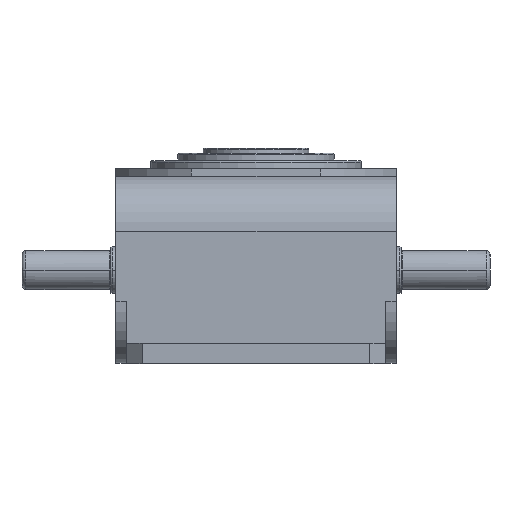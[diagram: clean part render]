
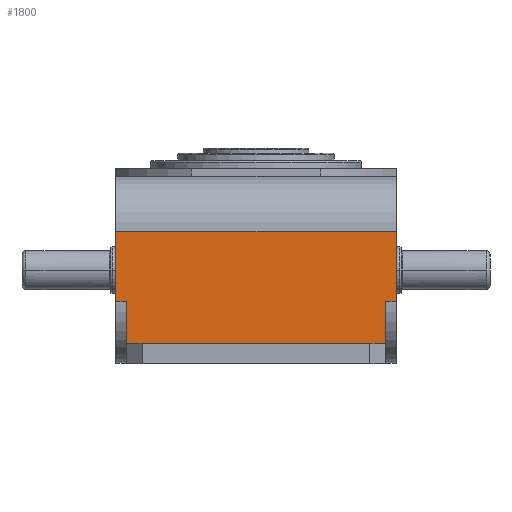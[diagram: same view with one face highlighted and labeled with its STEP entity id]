
A CAD part, front view. The second image highlights one B-rep face of the part: STEP entity #1800.
In plain terms, the highlighted planar face has unit normal (0, -1, 0).
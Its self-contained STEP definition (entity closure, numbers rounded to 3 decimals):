
#1800 = ADVANCED_FACE ( 'NONE', ( #5222 ), #19839, .F. ) ;
#2039 = VERTEX_POINT ( 'NONE', #18780 ) ;
#2121 = VERTEX_POINT ( 'NONE', #18927 ) ;
#2217 = VERTEX_POINT ( 'NONE', #19023 ) ;
#2226 = VERTEX_POINT ( 'NONE', #19032 ) ;
#2271 = VERTEX_POINT ( 'NONE', #19077 ) ;
#2278 = VERTEX_POINT ( 'NONE', #19084 ) ;
#2305 = VERTEX_POINT ( 'NONE', #19111 ) ;
#2323 = VERTEX_POINT ( 'NONE', #19129 ) ;
#5222 = FACE_OUTER_BOUND ( 'NONE', #7414, .T. ) ;
#6435 = ORIENTED_EDGE ( 'NONE', *, *, #20048, .T. ) ;
#6499 = ORIENTED_EDGE ( 'NONE', *, *, #20050, .F. ) ;
#6518 = ORIENTED_EDGE ( 'NONE', *, *, #20046, .T. ) ;
#6519 = ORIENTED_EDGE ( 'NONE', *, *, #20051, .F. ) ;
#6522 = ORIENTED_EDGE ( 'NONE', *, *, #20049, .F. ) ;
#6523 = ORIENTED_EDGE ( 'NONE', *, *, #20040, .T. ) ;
#6555 = ORIENTED_EDGE ( 'NONE', *, *, #16182, .F. ) ;
#6558 = ORIENTED_EDGE ( 'NONE', *, *, #16007, .T. ) ;
#7414 = EDGE_LOOP ( 'NONE', ( #6522, #6435, #6519, #6499, #6518, #6523, #6558, #6555 ) ) ;
#10740 = DIRECTION ( 'NONE',  ( -1., 0., 0. ) ) ;
#10746 = CARTESIAN_POINT ( 'NONE',  ( -90., -151., 85. ) ) ;
#15061 = LINE ( 'NONE', #10746, #15066 ) ;
#15066 = VECTOR ( 'NONE', #10740, 1000. ) ;
#15208 = LINE ( 'NONE', #22052, #15210 ) ;
#15210 = VECTOR ( 'NONE', #22053, 1000. ) ;
#15514 = LINE ( 'NONE', #22765, #15516 ) ;
#15516 = VECTOR ( 'NONE', #22766, 1000. ) ;
#15520 = LINE ( 'NONE', #22784, #15533 ) ;
#15522 = LINE ( 'NONE', #22788, #15525 ) ;
#15525 = VECTOR ( 'NONE', #22789, 1000. ) ;
#15526 = LINE ( 'NONE', #22792, #15529 ) ;
#15528 = LINE ( 'NONE', #22794, #15531 ) ;
#15529 = VECTOR ( 'NONE', #22793, 1000. ) ;
#15531 = VECTOR ( 'NONE', #22796, 1000. ) ;
#15532 = LINE ( 'NONE', #22798, #15535 ) ;
#15533 = VECTOR ( 'NONE', #22797, 1000. ) ;
#15535 = VECTOR ( 'NONE', #22799, 1000. ) ;
#16007 = EDGE_CURVE ( 'NONE', #2217, #2226, #15061, .T. ) ;
#16182 = EDGE_CURVE ( 'NONE', #2323, #2226, #15208, .T. ) ;
#16479 = AXIS2_PLACEMENT_3D ( 'NONE', #19832, #19841, #19842 ) ;
#18780 = CARTESIAN_POINT ( 'NONE',  ( -83., -151., 13. ) ) ;
#18927 = CARTESIAN_POINT ( 'NONE',  ( -83., -151., 40. ) ) ;
#19023 = CARTESIAN_POINT ( 'NONE',  ( 90., -151., 85. ) ) ;
#19032 = CARTESIAN_POINT ( 'NONE',  ( -90., -151., 85. ) ) ;
#19077 = CARTESIAN_POINT ( 'NONE',  ( 90., -151., 40. ) ) ;
#19084 = CARTESIAN_POINT ( 'NONE',  ( 83., -151., 13. ) ) ;
#19111 = CARTESIAN_POINT ( 'NONE',  ( 83., -151., 40. ) ) ;
#19129 = CARTESIAN_POINT ( 'NONE',  ( -90., -151., 40. ) ) ;
#19832 = CARTESIAN_POINT ( 'NONE',  ( -90., -151., 13. ) ) ;
#19839 = PLANE ( 'NONE',  #16479 ) ;
#19841 = DIRECTION ( 'NONE',  ( 0., 1., 0. ) ) ;
#19842 = DIRECTION ( 'NONE',  ( 0., 0., 1. ) ) ;
#20040 = EDGE_CURVE ( 'NONE', #2271, #2217, #15514, .T. ) ;
#20046 = EDGE_CURVE ( 'NONE', #2305, #2271, #15522, .T. ) ;
#20048 = EDGE_CURVE ( 'NONE', #2121, #2039, #15526, .T. ) ;
#20049 = EDGE_CURVE ( 'NONE', #2121, #2323, #15528, .T. ) ;
#20050 = EDGE_CURVE ( 'NONE', #2305, #2278, #15520, .T. ) ;
#20051 = EDGE_CURVE ( 'NONE', #2278, #2039, #15532, .T. ) ;
#22052 = CARTESIAN_POINT ( 'NONE',  ( -90., -151., 13. ) ) ;
#22053 = DIRECTION ( 'NONE',  ( 0., 0., 1. ) ) ;
#22765 = CARTESIAN_POINT ( 'NONE',  ( 90., -151., 13. ) ) ;
#22766 = DIRECTION ( 'NONE',  ( 0., 0., 1. ) ) ;
#22784 = CARTESIAN_POINT ( 'NONE',  ( 83., -151., 13. ) ) ;
#22788 = CARTESIAN_POINT ( 'NONE',  ( 83., -151., 40. ) ) ;
#22789 = DIRECTION ( 'NONE',  ( 1., 0., 0. ) ) ;
#22792 = CARTESIAN_POINT ( 'NONE',  ( -83., -151., 13. ) ) ;
#22793 = DIRECTION ( 'NONE',  ( 0., 0., -1. ) ) ;
#22794 = CARTESIAN_POINT ( 'NONE',  ( -83., -151., 40. ) ) ;
#22796 = DIRECTION ( 'NONE',  ( -1., 0., 0. ) ) ;
#22797 = DIRECTION ( 'NONE',  ( 0., 0., -1. ) ) ;
#22798 = CARTESIAN_POINT ( 'NONE',  ( -90., -151., 13. ) ) ;
#22799 = DIRECTION ( 'NONE',  ( -1., 0., 0. ) ) ;
